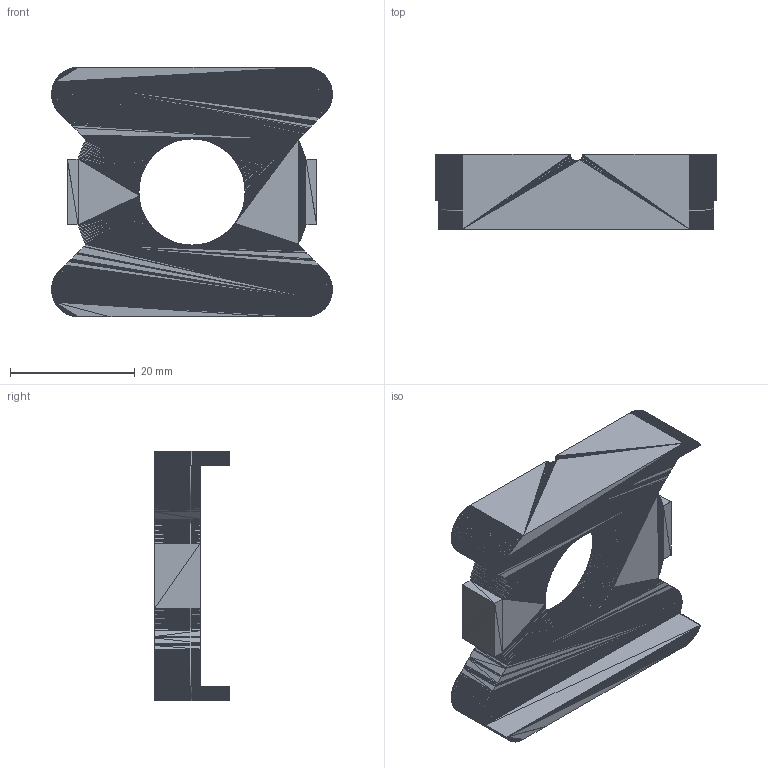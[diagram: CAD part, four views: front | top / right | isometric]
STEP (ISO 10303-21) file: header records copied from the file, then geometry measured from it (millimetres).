
FILE_DESCRIPTION(('AUTOMAPKI'),'2;1');
FILE_NAME('piece_moto','2024-09-25T22:12:19',('AUTOMAPKI'),('AUTOMAPKI') ,'Open CASCADE STEP processor 7.7','AUTOMAPKI','Unknown');
FILE_SCHEMA(('AUTOMOTIVE_DESIGN { 1 0 10303 214 1 1 1 1 }'));
Length unit declared in the file: millimetre
Products named in the file (1): Spline
Bounding box: 45 x 12 x 40 mm (x, y, z)
Volume: 10669.6 mm3; surface area: 5342.6 mm2
Topology: 1 solids, 1 shells, 5456 faces, 8184 edges, 2728 vertices
Faces by surface type: plane 5456
Entity records: 46403 total; most frequent: DIRECTION 10914, CARTESIAN_POINT 8185, AXIS2_PLACEMENT_3D 5457, ADVANCED_FACE 5456, FACE_OUTER_BOUND 5456, POLY_LOOP 5456, PLANE 5456, APPLICATION_PROTOCOL_DEFINITION 1
